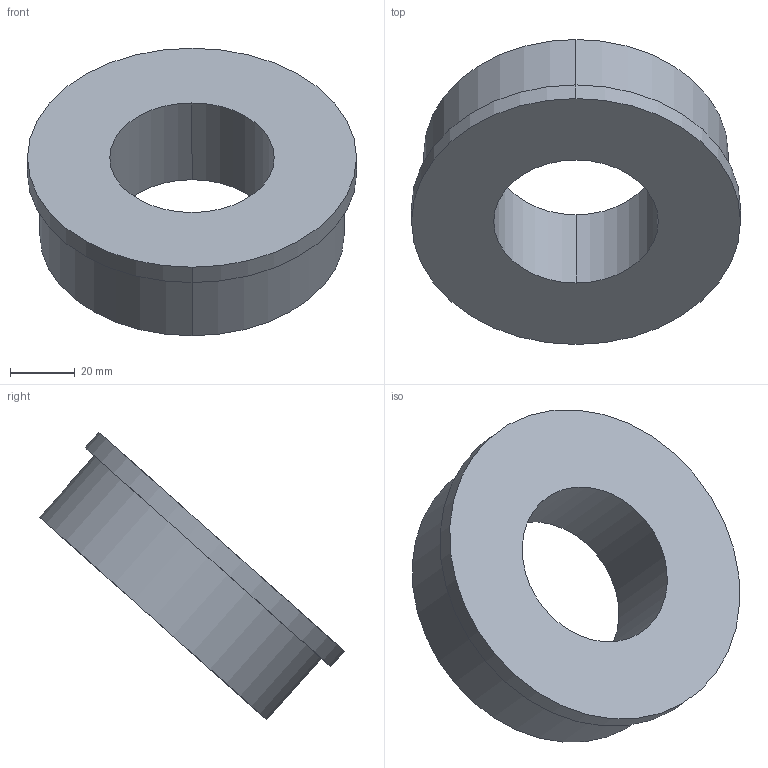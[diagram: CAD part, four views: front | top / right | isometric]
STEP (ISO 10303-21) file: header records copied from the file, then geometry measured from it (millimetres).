
FILE_DESCRIPTION (( 'STEP AP203' ), '1' );
FILE_NAME ('TiltActCyl_Secondary.STEP', '2023-07-27T05:56:53', ( '' ), ( '' ), 'SwSTEP 2.0', 'SolidWorks 2021', '' );
FILE_SCHEMA (( 'CONFIG_CONTROL_DESIGN' ));
Length unit declared in the file: centimetre
Products named in the file (3): Tilt Cylinder _1_; Part 4-7; TiltActCyl_Secondary
Assembly tree (2 placements, depth 3):
  TiltActCyl_Secondary
    Tilt Cylinder _1_
      Part 4-7
Bounding box: 101.6 x 94.12 x 88.78 mm (x, y, z)
Volume: 163325 mm3; surface area: 26754.2 mm2
Topology: 1 solids, 1 shells, 9 faces, 18 edges, 12 vertices
Faces by surface type: cylinder 6, plane 3
Entity records: 557 total; most frequent: DIRECTION 60, CARTESIAN_POINT 45, ORIENTED_EDGE 36, AXIS2_PLACEMENT_3D 27, PERSON_AND_ORGANIZATION 26, COORDINATED_UNIVERSAL_TIME_OFFSET 19, LOCAL_TIME 19, DATE_AND_TIME 19
